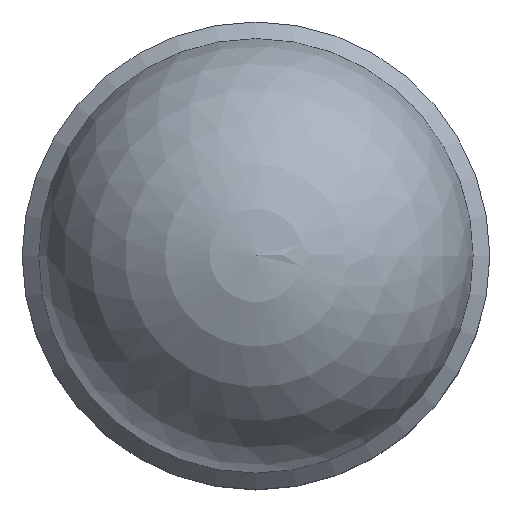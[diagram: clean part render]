
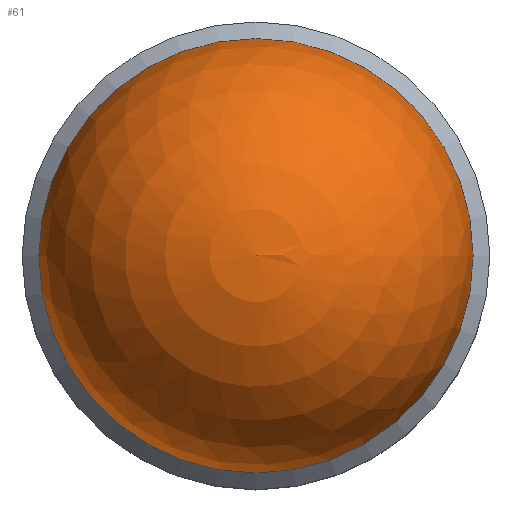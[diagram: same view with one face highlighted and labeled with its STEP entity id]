
A CAD part, top view. The second image highlights one B-rep face of the part: STEP entity #61.
In plain terms, the highlighted spherical face has radius 26 mm.
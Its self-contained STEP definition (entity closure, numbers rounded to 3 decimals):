
#61 = ADVANCED_FACE( '', ( #121 ), #122, .T. );
#121 = FACE_OUTER_BOUND( '', #172, .T. );
#122 = SPHERICAL_SURFACE( '', #173, 26. );
#172 = EDGE_LOOP( '', ( #269 ) );
#173 = AXIS2_PLACEMENT_3D( '', #270, #271, #272 );
#269 = ORIENTED_EDGE( '', *, *, #306, .T. );
#270 = CARTESIAN_POINT( '', ( 0., 0., 25.5 ) );
#271 = DIRECTION( '', ( 0., 0., 1. ) );
#272 = DIRECTION( '', ( 1., 0., 0. ) );
#306 = EDGE_CURVE( '', #358, #358, #359, .T. );
#358 = VERTEX_POINT( '', #429 );
#359 = CIRCLE( '', #430, 25.957 );
#429 = CARTESIAN_POINT( '', ( 25.957, 0., 26.993 ) );
#430 = AXIS2_PLACEMENT_3D( '', #463, #464, #465 );
#463 = CARTESIAN_POINT( '', ( 0., 0., 26.993 ) );
#464 = DIRECTION( '', ( 0., 0., 1. ) );
#465 = DIRECTION( '', ( 1., 0., 0. ) );
